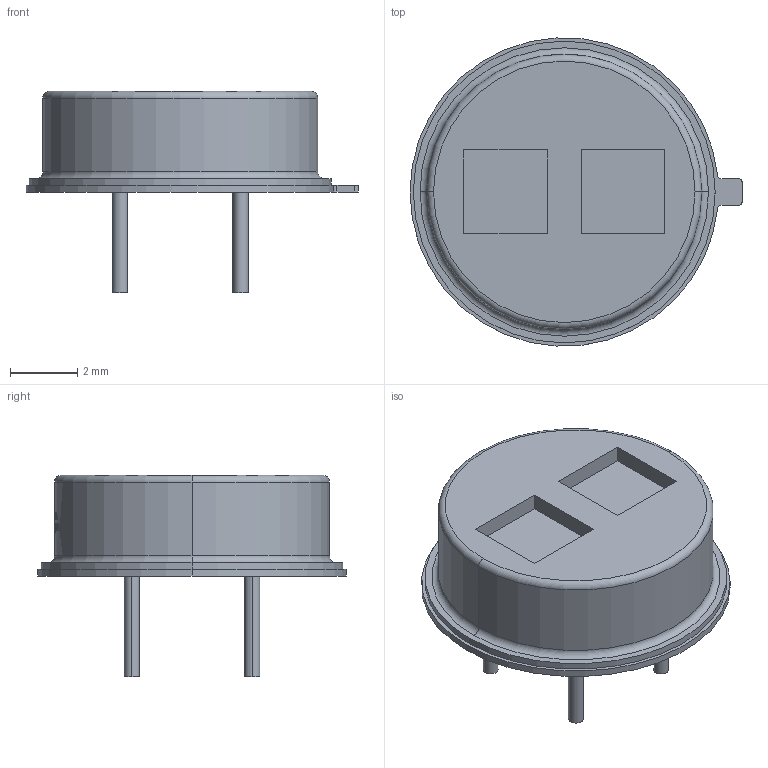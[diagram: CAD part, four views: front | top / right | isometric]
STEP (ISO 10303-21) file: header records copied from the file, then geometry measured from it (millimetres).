
FILE_DESCRIPTION (( 'STEP AP214' ), '1' );
FILE_NAME ('TO-39_4P-BD9.2-P2.54-D0.5-TR.step', '2022-08-01T13:13:02', ( '' ), ( '' ), 'SwSTEP 2.0', 'SolidWorks 2020', '' );
FILE_SCHEMA (( 'AUTOMOTIVE_DESIGN' ));
Length unit declared in the file: millimetre
Products named in the file (1): TO-39_4P-BD9.2-P2.54-D0.5-TR
Bounding box: 9.9 x 9.19 x 6 mm (x, y, z)
Volume: 159.1 mm3; surface area: 235.3 mm2
Topology: 1 solids, 1 shells, 267 faces, 710 edges, 472 vertices
Faces by surface type: plane 128, bspline 98, cylinder 37, torus 4
Entity records: 13039 total; most frequent: CARTESIAN_POINT 4686, ORIENTED_EDGE 1420, EDGE_CURVE 710, DIRECTION 684, VERTEX_POINT 472, EDGE_LOOP 294, UNCERTAINTY_MEASURE_WITH_UNIT 270, FILL_AREA_STYLE 269
